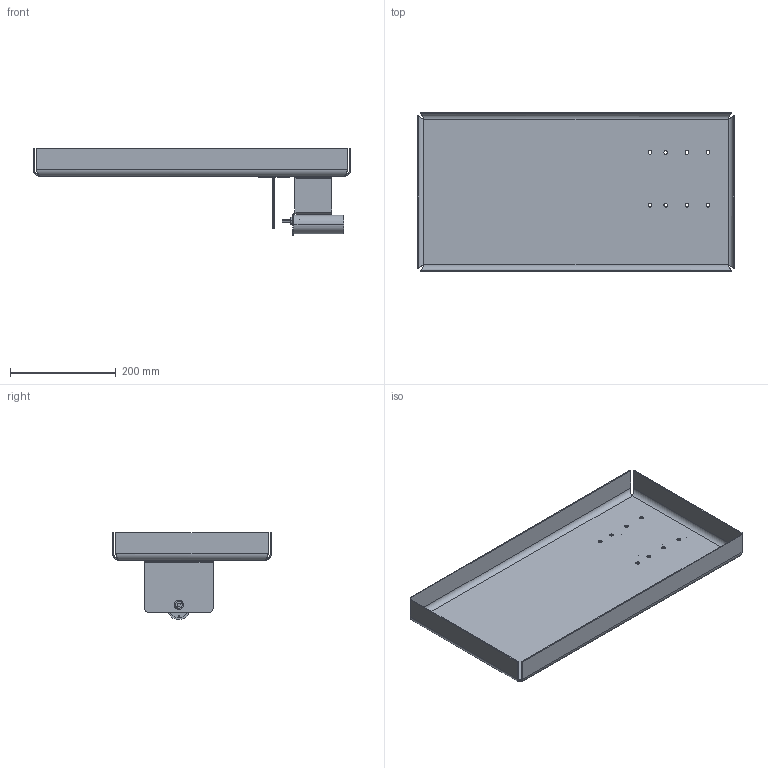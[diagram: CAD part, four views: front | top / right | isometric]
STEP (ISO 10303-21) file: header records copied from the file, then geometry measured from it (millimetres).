
FILE_DESCRIPTION (( 'STEP AP214' ), '1' );
FILE_NAME ('Assem body.STEP', '2025-06-17T22:35:23', ( '' ), ( '' ), 'SwSTEP 2.0', 'SolidWorks 2023', '' );
FILE_SCHEMA (( 'AUTOMOTIVE_DESIGN' ));
Length unit declared in the file: millimetre
Products named in the file (5): motor; Base; fixed bering extduer; Base motor excduer; Assem body
Assembly tree (5 placements, depth 2):
  Assem body
    Base
    Base motor excduer
    fixed bering extduer  x2
    motor
Bounding box: 600 x 300 x 164 mm (x, y, z)
Volume: 713184.2 mm3; surface area: 643312.8 mm2
Topology: 5 solids, 5 shells, 193 faces, 446 edges, 268 vertices
Faces by surface type: plane 92, cylinder 90, bspline 11
Entity records: 5754 total; most frequent: CARTESIAN_POINT 1688, DIRECTION 838, ORIENTED_EDGE 776, EDGE_CURVE 388, AXIS2_PLACEMENT_3D 306, VERTEX_POINT 232, LINE 226, VECTOR 226
